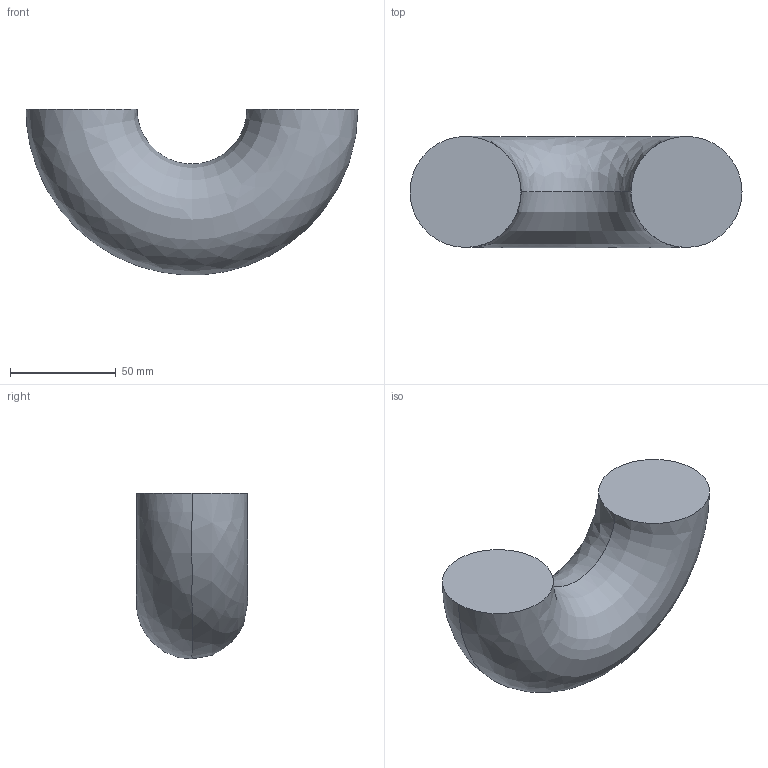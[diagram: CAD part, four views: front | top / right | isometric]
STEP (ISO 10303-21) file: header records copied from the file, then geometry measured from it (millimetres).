
FILE_DESCRIPTION(('OneSpaceDesigner STEP Export'),'2;1');
FILE_NAME('helix.step','2008-05-13T16:09:04',(''),(''),'CoCreate Modeling STEP processor for AP214 (Solid Model)','CoCreate Modeling 16.00P0223 23-Feb-2008 (C) CoCreate Software GmbH','');
FILE_SCHEMA(('AUTOMOTIVE_DESIGN { 1 0 10303 214 1 1 1 1 }'));
Length unit declared in the file: millimetre
Products named in the file (1): p1
Bounding box: 156.68 x 52.41 x 78.22 mm (x, y, z)
Volume: 353599 mm3; surface area: 31291.4 mm2
Topology: 1 solids, 1 shells, 4 faces, 6 edges, 4 vertices
Faces by surface type: bspline 2, plane 2
Entity records: 248 total; most frequent: CARTESIAN_POINT 169, ORIENTED_EDGE 12, DIRECTION 10, EDGE_CURVE 6, AXIS2_PLACEMENT_3D 5, VERTEX_POINT 4, EDGE_LOOP 4, FACE_OUTER_BOUND 4
